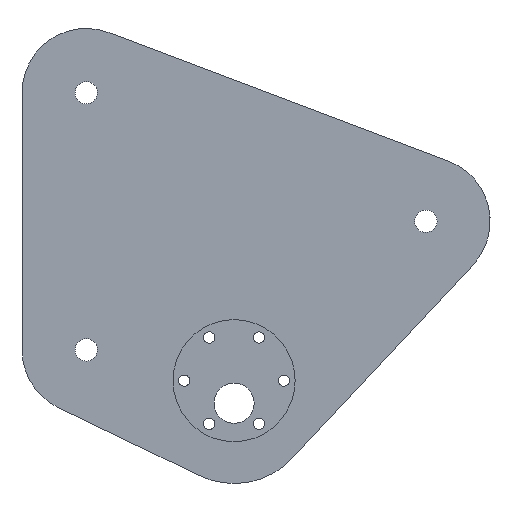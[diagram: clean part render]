
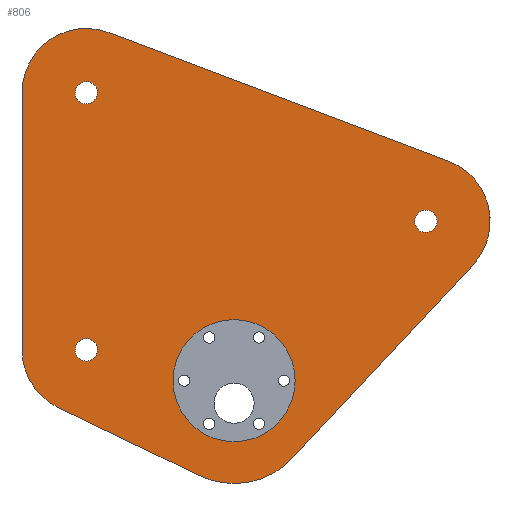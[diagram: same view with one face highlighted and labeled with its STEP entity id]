
A CAD part, front view. The second image highlights one B-rep face of the part: STEP entity #806.
In plain terms, the highlighted planar face has unit normal (0, -1, 0).
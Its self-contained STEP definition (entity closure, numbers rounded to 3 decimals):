
#272=CARTESIAN_POINT('',(52.683,-15.,0.));
#273=DIRECTION('',(0.,1.,0.));
#274=DIRECTION('',(-1.,0.,0.));
#275=AXIS2_PLACEMENT_3D('',#272,#273,#274);
#277=CARTESIAN_POINT('',(52.683,-15.,0.));
#278=DIRECTION('',(0.,1.,0.));
#279=DIRECTION('',(1.,0.,0.));
#280=AXIS2_PLACEMENT_3D('',#277,#278,#279);
#282=CARTESIAN_POINT('',(-53.,-15.,-40.));
#283=DIRECTION('',(0.,1.,0.));
#284=DIRECTION('',(-1.,0.,0.));
#285=AXIS2_PLACEMENT_3D('',#282,#283,#284);
#287=CARTESIAN_POINT('',(-53.,-15.,-40.));
#288=DIRECTION('',(0.,1.,0.));
#289=DIRECTION('',(1.,0.,0.));
#290=AXIS2_PLACEMENT_3D('',#287,#288,#289);
#292=CARTESIAN_POINT('',(-53.,-15.,40.));
#293=DIRECTION('',(0.,1.,0.));
#294=DIRECTION('',(-1.,0.,0.));
#295=AXIS2_PLACEMENT_3D('',#292,#293,#294);
#297=CARTESIAN_POINT('',(-53.,-15.,40.));
#298=DIRECTION('',(0.,1.,0.));
#299=DIRECTION('',(1.,0.,0.));
#300=AXIS2_PLACEMENT_3D('',#297,#298,#299);
#302=CARTESIAN_POINT('',(52.683,-15.,0.));
#303=DIRECTION('',(0.,-1.,0.));
#304=DIRECTION('',(0.731,0.,-0.682));
#305=AXIS2_PLACEMENT_3D('',#302,#303,#304);
#307=DIRECTION('',(0.682,0.,0.731));
#308=VECTOR('',#307,82.102);
#309=CARTESIAN_POINT('',(11.274,-15.,-73.661));
#310=LINE('',#309,#308);
#311=CARTESIAN_POINT('',(-7.,-15.,-56.6));
#312=DIRECTION('',(0.,-1.,0.));
#313=DIRECTION('',(-0.434,0.,-0.901));
#314=AXIS2_PLACEMENT_3D('',#311,#312,#313);
#316=DIRECTION('',(0.901,0.,-0.434));
#317=VECTOR('',#316,48.647);
#318=CARTESIAN_POINT('',(-61.677,-15.,-58.02));
#319=LINE('',#318,#317);
#320=CARTESIAN_POINT('',(-53.,-15.,-40.));
#321=DIRECTION('',(0.,-1.,0.));
#322=DIRECTION('',(-1.,0.,0.));
#323=AXIS2_PLACEMENT_3D('',#320,#321,#322);
#325=DIRECTION('',(0.,0.,1.));
#326=VECTOR('',#325,80.);
#327=CARTESIAN_POINT('',(-73.,-15.,-40.));
#328=LINE('',#327,#326);
#329=CARTESIAN_POINT('',(-53.,-15.,40.));
#330=DIRECTION('',(0.,-1.,0.));
#331=DIRECTION('',(0.354,0.,0.935));
#332=AXIS2_PLACEMENT_3D('',#329,#330,#331);
#334=DIRECTION('',(0.935,0.,-0.354));
#335=VECTOR('',#334,113.);
#336=CARTESIAN_POINT('',(-45.92,-15.,58.705));
#337=LINE('',#336,#335);
#338=CARTESIAN_POINT('',(-7.,-15.,-49.6));
#339=DIRECTION('',(0.,-1.,0.));
#340=DIRECTION('',(1.,0.,0.));
#341=AXIS2_PLACEMENT_3D('',#338,#339,#340);
#343=CARTESIAN_POINT('',(-7.,-15.,-49.6));
#344=DIRECTION('',(0.,-1.,0.));
#345=DIRECTION('',(-1.,0.,0.));
#346=AXIS2_PLACEMENT_3D('',#343,#344,#345);
#465=CARTESIAN_POINT('',(56.183,-15.,0.));
#466=CARTESIAN_POINT('',(49.183,-15.,0.));
#467=VERTEX_POINT('',#465);
#468=VERTEX_POINT('',#466);
#477=CARTESIAN_POINT('',(-49.5,-15.,-40.));
#478=CARTESIAN_POINT('',(-56.5,-15.,-40.));
#479=VERTEX_POINT('',#477);
#480=VERTEX_POINT('',#478);
#481=CARTESIAN_POINT('',(-49.5,-15.,40.));
#482=CARTESIAN_POINT('',(-56.5,-15.,40.));
#483=VERTEX_POINT('',#481);
#484=VERTEX_POINT('',#482);
#486=CARTESIAN_POINT('',(59.763,-15.,18.705));
#488=VERTEX_POINT('',#486);
#489=CARTESIAN_POINT('',(-45.92,-15.,58.705));
#490=CARTESIAN_POINT('',(-73.,-15.,40.));
#491=VERTEX_POINT('',#489);
#492=VERTEX_POINT('',#490);
#498=CARTESIAN_POINT('',(-73.,-15.,-40.));
#500=VERTEX_POINT('',#498);
#505=CARTESIAN_POINT('',(-17.846,-15.,-79.125));
#506=CARTESIAN_POINT('',(11.274,-15.,-73.661));
#507=VERTEX_POINT('',#505);
#508=VERTEX_POINT('',#506);
#514=CARTESIAN_POINT('',(67.302,-15.,-13.649));
#516=VERTEX_POINT('',#514);
#518=CARTESIAN_POINT('',(-61.677,-15.,-58.02));
#520=VERTEX_POINT('',#518);
#529=CARTESIAN_POINT('',(12.,-15.,-49.6));
#530=VERTEX_POINT('',#529);
#531=CARTESIAN_POINT('',(-26.,-15.,-49.6));
#532=VERTEX_POINT('',#531);
#761=CARTESIAN_POINT('',(0.,-15.,0.));
#762=DIRECTION('',(0.,1.,0.));
#763=DIRECTION('',(1.,0.,0.));
#764=AXIS2_PLACEMENT_3D('',#761,#762,#763);
#765=PLANE('',#764);
#767=ORIENTED_EDGE('',*,*,#766,.F.);
#769=ORIENTED_EDGE('',*,*,#768,.F.);
#771=ORIENTED_EDGE('',*,*,#770,.F.);
#773=ORIENTED_EDGE('',*,*,#772,.F.);
#775=ORIENTED_EDGE('',*,*,#774,.F.);
#777=ORIENTED_EDGE('',*,*,#776,.T.);
#779=ORIENTED_EDGE('',*,*,#778,.F.);
#781=ORIENTED_EDGE('',*,*,#780,.T.);
#782=EDGE_LOOP('',(#767,#769,#771,#773,#775,#777,#779,#781));
#783=FACE_OUTER_BOUND('',#782,.F.);
#785=ORIENTED_EDGE('',*,*,#784,.F.);
#787=ORIENTED_EDGE('',*,*,#786,.F.);
#788=EDGE_LOOP('',(#785,#787));
#789=FACE_BOUND('',#788,.F.);
#791=ORIENTED_EDGE('',*,*,#790,.F.);
#793=ORIENTED_EDGE('',*,*,#792,.F.);
#794=EDGE_LOOP('',(#791,#793));
#795=FACE_BOUND('',#794,.F.);
#797=ORIENTED_EDGE('',*,*,#796,.F.);
#799=ORIENTED_EDGE('',*,*,#798,.F.);
#800=EDGE_LOOP('',(#797,#799));
#801=FACE_BOUND('',#800,.F.);
#802=ORIENTED_EDGE('',*,*,#743,.T.);
#803=ORIENTED_EDGE('',*,*,#754,.T.);
#804=EDGE_LOOP('',(#802,#803));
#805=FACE_BOUND('',#804,.F.);
#276=CIRCLE('',#275,3.5);
#281=CIRCLE('',#280,3.5);
#286=CIRCLE('',#285,3.5);
#291=CIRCLE('',#290,3.5);
#296=CIRCLE('',#295,3.5);
#301=CIRCLE('',#300,3.5);
#306=CIRCLE('',#305,20.);
#315=CIRCLE('',#314,25.);
#324=CIRCLE('',#323,20.);
#333=CIRCLE('',#332,20.);
#342=CIRCLE('',#341,19.);
#347=CIRCLE('',#346,19.);
#743=EDGE_CURVE('',#530,#532,#342,.T.);
#754=EDGE_CURVE('',#532,#530,#347,.T.);
#766=EDGE_CURVE('',#516,#488,#306,.T.);
#768=EDGE_CURVE('',#508,#516,#310,.T.);
#770=EDGE_CURVE('',#507,#508,#315,.T.);
#772=EDGE_CURVE('',#520,#507,#319,.T.);
#774=EDGE_CURVE('',#500,#520,#324,.T.);
#776=EDGE_CURVE('',#500,#492,#328,.T.);
#778=EDGE_CURVE('',#491,#492,#333,.T.);
#780=EDGE_CURVE('',#491,#488,#337,.T.);
#784=EDGE_CURVE('',#480,#479,#286,.T.);
#786=EDGE_CURVE('',#479,#480,#291,.T.);
#790=EDGE_CURVE('',#484,#483,#296,.T.);
#792=EDGE_CURVE('',#483,#484,#301,.T.);
#796=EDGE_CURVE('',#468,#467,#276,.T.);
#798=EDGE_CURVE('',#467,#468,#281,.T.);
#806=ADVANCED_FACE('',(#783,#789,#795,#801,#805),#765,.F.);
